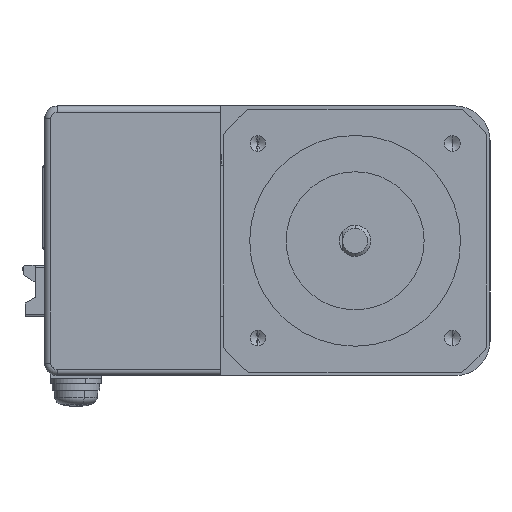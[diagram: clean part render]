
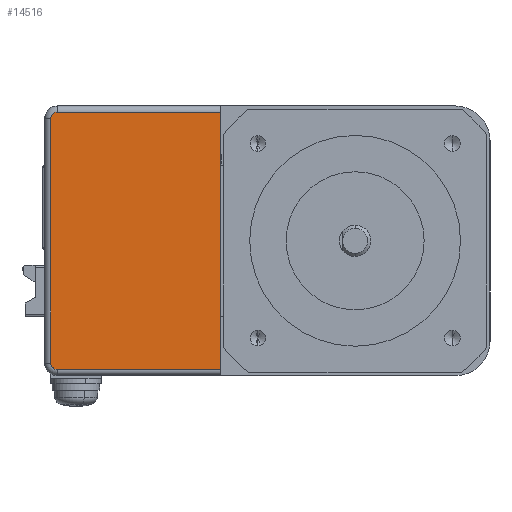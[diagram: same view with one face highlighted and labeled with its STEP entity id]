
A CAD part, left-side view. The second image highlights one B-rep face of the part: STEP entity #14516.
In plain terms, the highlighted planar face has unit normal (-1, 0, 0).
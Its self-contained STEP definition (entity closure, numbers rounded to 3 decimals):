
#2777 = CARTESIAN_POINT ( 'NONE',  ( -46., 69., -42. ) ) ;
#4116 = LINE ( 'NONE', #86743, #65840 ) ;
#5203 = LINE ( 'NONE', #116401, #55490 ) ;
#5321 = VECTOR ( 'NONE', #12119, 1000. ) ;
#6408 = VERTEX_POINT ( 'NONE', #68520 ) ;
#12119 = DIRECTION ( 'NONE',  ( 0., 0., -1. ) ) ;
#13515 = ORIENTED_EDGE ( 'NONE', *, *, #56776, .T. ) ;
#14516 = ADVANCED_FACE ( 'NONE', ( #32434 ), #100061, .F. ) ;
#15138 = EDGE_CURVE ( 'NONE', #66917, #105538, #92832, .T. ) ;
#15168 = VECTOR ( 'NONE', #54965, 1000. ) ;
#17623 = DIRECTION ( 'NONE',  ( -1., 0., 0. ) ) ;
#18594 = EDGE_CURVE ( 'NONE', #33775, #6408, #5203, .T. ) ;
#27453 = EDGE_CURVE ( 'NONE', #108971, #115710, #4116, .T. ) ;
#29867 = LINE ( 'NONE', #112362, #5321 ) ;
#32385 = ORIENTED_EDGE ( 'NONE', *, *, #104785, .F. ) ;
#32417 = DIRECTION ( 'NONE',  ( 0., 0., -1. ) ) ;
#32434 = FACE_OUTER_BOUND ( 'NONE', #81228, .T. ) ;
#33775 = VERTEX_POINT ( 'NONE', #2777 ) ;
#38567 = CIRCLE ( 'NONE', #98151, 1. ) ;
#39660 = ORIENTED_EDGE ( 'NONE', *, *, #18594, .T. ) ;
#42470 = DIRECTION ( 'NONE',  ( -1., 0., 0. ) ) ;
#54965 = DIRECTION ( 'NONE',  ( 0., 1., 0. ) ) ;
#55490 = VECTOR ( 'NONE', #117137, 1000. ) ;
#56776 = EDGE_CURVE ( 'NONE', #105538, #108971, #64587, .T. ) ;
#60870 = CARTESIAN_POINT ( 'NONE',  ( -46., 69., -41. ) ) ;
#63039 = ORIENTED_EDGE ( 'NONE', *, *, #15138, .T. ) ;
#63461 = CARTESIAN_POINT ( 'NONE',  ( -46., 69., -2. ) ) ;
#64587 = CIRCLE ( 'NONE', #86983, 1. ) ;
#65033 = CARTESIAN_POINT ( 'NONE',  ( -46., 0., -1. ) ) ;
#65840 = VECTOR ( 'NONE', #96014, 1000. ) ;
#66917 = VERTEX_POINT ( 'NONE', #90649 ) ;
#68520 = CARTESIAN_POINT ( 'NONE',  ( -46., 43., -42. ) ) ;
#68945 = AXIS2_PLACEMENT_3D ( 'NONE', #82724, #93204, #75458 ) ;
#71633 = CARTESIAN_POINT ( 'NONE',  ( -46., 70., -41. ) ) ;
#75458 = DIRECTION ( 'NONE',  ( 0., 0., -1. ) ) ;
#81228 = EDGE_LOOP ( 'NONE', ( #116349, #39660, #32385, #63039, #13515, #88182 ) ) ;
#82724 = CARTESIAN_POINT ( 'NONE',  ( -46., 0., 0. ) ) ;
#84298 = CARTESIAN_POINT ( 'NONE',  ( -46., 70., -2. ) ) ;
#86743 = CARTESIAN_POINT ( 'NONE',  ( -46., 70., 0. ) ) ;
#86983 = AXIS2_PLACEMENT_3D ( 'NONE', #63461, #17623, #119412 ) ;
#88182 = ORIENTED_EDGE ( 'NONE', *, *, #27453, .T. ) ;
#90649 = CARTESIAN_POINT ( 'NONE',  ( -46., 43., -1. ) ) ;
#92832 = LINE ( 'NONE', #65033, #15168 ) ;
#93204 = DIRECTION ( 'NONE',  ( 1., 0., 0. ) ) ;
#96014 = DIRECTION ( 'NONE',  ( 0., 0., -1. ) ) ;
#97981 = CARTESIAN_POINT ( 'NONE',  ( -46., 69., -1. ) ) ;
#98151 = AXIS2_PLACEMENT_3D ( 'NONE', #60870, #42470, #32417 ) ;
#100061 = PLANE ( 'NONE',  #68945 ) ;
#103507 = EDGE_CURVE ( 'NONE', #115710, #33775, #38567, .T. ) ;
#104785 = EDGE_CURVE ( 'NONE', #66917, #6408, #29867, .T. ) ;
#105538 = VERTEX_POINT ( 'NONE', #97981 ) ;
#108971 = VERTEX_POINT ( 'NONE', #84298 ) ;
#112362 = CARTESIAN_POINT ( 'NONE',  ( -46., 43., 0. ) ) ;
#115710 = VERTEX_POINT ( 'NONE', #71633 ) ;
#116349 = ORIENTED_EDGE ( 'NONE', *, *, #103507, .T. ) ;
#116401 = CARTESIAN_POINT ( 'NONE',  ( -46., 43., -42. ) ) ;
#117137 = DIRECTION ( 'NONE',  ( 0., -1., 0. ) ) ;
#119412 = DIRECTION ( 'NONE',  ( 0., 0., -1. ) ) ;
